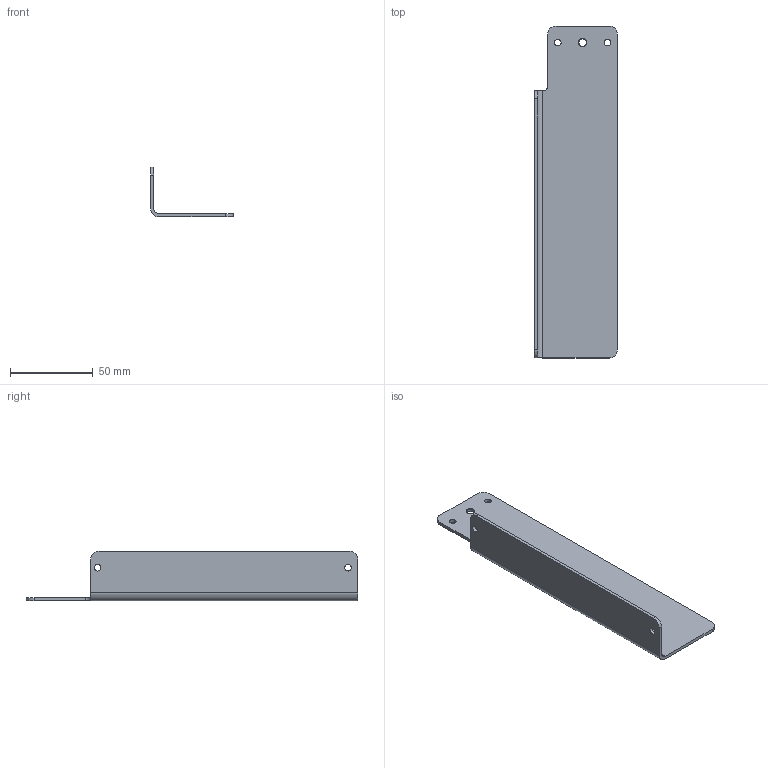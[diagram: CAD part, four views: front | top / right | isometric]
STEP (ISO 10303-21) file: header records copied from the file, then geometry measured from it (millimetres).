
FILE_DESCRIPTION(/* description */ (''),/* implementation_level */ '2;1');
FILE_NAME(/* name */ 'Aladdin_00287_11_mirror.stp',/* time_stamp */ '2024-10-02T14:47:05+02:00',/* author */ (''),/* organization */ (''),/* preprocessor_version */ 'ST-DEVELOPER v19.4',/* originating_system */ 'SIEMENS PLM Software NX2306.9102',/* authorisation */ '');
FILE_SCHEMA (('AUTOMOTIVE_DESIGN { 1 0 10303 214 3 1 1 1 }'));
Length unit declared in the file: millimetre
Products named in the file (1): 00287_11_bez50D8607Apxrx
Bounding box: 50 x 200 x 30 mm (x, y, z)
Volume: 27655.2 mm3; surface area: 28861.5 mm2
Topology: 1 solids, 1 shells, 25 faces, 66 edges, 43 vertices
Faces by surface type: cylinder 13, plane 10, cone 2
Full cylindrical faces by diameter (mm): 4 x4, 4.5 x1
Entity records: 792 total; most frequent: DIRECTION 138, CARTESIAN_POINT 126, ORIENTED_EDGE 116, EDGE_CURVE 58, AXIS2_PLACEMENT_3D 54, EDGE_LOOP 42, VERTEX_POINT 42, LINE 30
